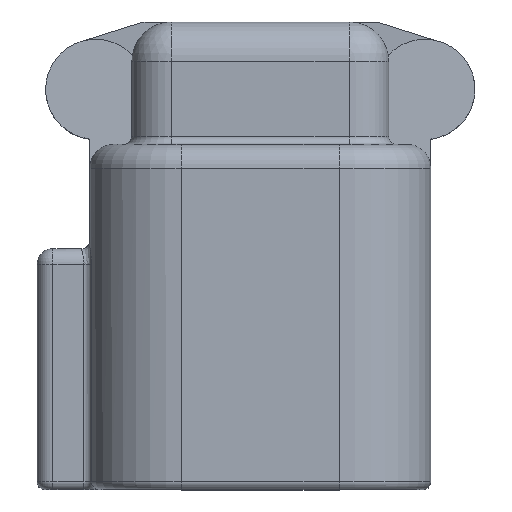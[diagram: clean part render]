
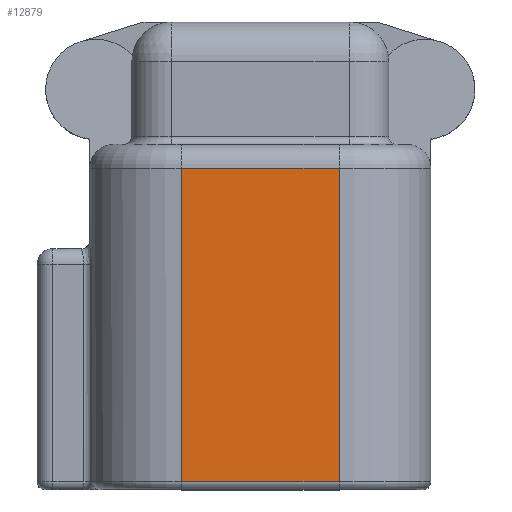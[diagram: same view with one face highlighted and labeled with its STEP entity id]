
A CAD part, top view. The second image highlights one B-rep face of the part: STEP entity #12879.
In plain terms, the highlighted planar face has unit normal (0, 0, 1).
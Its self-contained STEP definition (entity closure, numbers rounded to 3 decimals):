
#6393 = CYLINDRICAL_SURFACE('',#6394,5.8);
#6394 = AXIS2_PLACEMENT_3D('',#6395,#6396,#6397);
#6395 = CARTESIAN_POINT('',(4.995,-3.5,16.55));
#6396 = DIRECTION('',(0.,1.,0.));
#6397 = DIRECTION('',(1.,0.,0.));
#7060 = CYLINDRICAL_SURFACE('',#7061,5.8);
#7061 = AXIS2_PLACEMENT_3D('',#7062,#7063,#7064);
#7062 = CARTESIAN_POINT('',(-4.995,-3.5,16.55));
#7063 = DIRECTION('',(0.,1.,0.));
#7064 = DIRECTION('',(1.,0.,0.));
#8220 = CYLINDRICAL_SURFACE('',#8221,0.5);
#8221 = AXIS2_PLACEMENT_3D('',#8222,#8223,#8224);
#8222 = CARTESIAN_POINT('',(4.995,-24.84,21.85));
#8223 = DIRECTION('',(-1.,0.,0.));
#8224 = DIRECTION('',(0.,-1.,0.));
#9505 = VERTEX_POINT('',#9506);
#9506 = CARTESIAN_POINT('',(4.995,-24.84,22.35));
#9526 = EDGE_CURVE('',#9527,#9505,#9529,.T.);
#9527 = VERTEX_POINT('',#9528);
#9528 = CARTESIAN_POINT('',(4.995,-5.,22.35));
#9529 = SURFACE_CURVE('',#9530,(#9534,#9540),.PCURVE_S1.);
#9530 = LINE('',#9531,#9532);
#9531 = CARTESIAN_POINT('',(4.995,-3.5,22.35));
#9532 = VECTOR('',#9533,1.);
#9533 = DIRECTION('',(0.,-1.,0.));
#9534 = PCURVE('',#6393,#9535);
#9535 = DEFINITIONAL_REPRESENTATION('',(#9536),#9539);
#9536 = B_SPLINE_CURVE_WITH_KNOTS('',1,(#9537,#9538),.UNSPECIFIED.,.F.,
  .F.,(2,2),(1.5,21.34),.PIECEWISE_BEZIER_KNOTS.);
#9537 = CARTESIAN_POINT('',(-1.571,-1.5));
#9538 = CARTESIAN_POINT('',(-1.571,-21.34));
#9539 = ( GEOMETRIC_REPRESENTATION_CONTEXT(2) 
PARAMETRIC_REPRESENTATION_CONTEXT() REPRESENTATION_CONTEXT('2D SPACE',''
  ) );
#9540 = PCURVE('',#9541,#9546);
#9541 = PLANE('',#9542);
#9542 = AXIS2_PLACEMENT_3D('',#9543,#9544,#9545);
#9543 = CARTESIAN_POINT('',(-4.995,-3.5,22.35));
#9544 = DIRECTION('',(0.,0.,1.));
#9545 = DIRECTION('',(1.,0.,0.));
#9546 = DEFINITIONAL_REPRESENTATION('',(#9547),#9551);
#9547 = LINE('',#9548,#9549);
#9548 = CARTESIAN_POINT('',(9.99,0.));
#9549 = VECTOR('',#9550,1.);
#9550 = DIRECTION('',(0.,-1.));
#9551 = ( GEOMETRIC_REPRESENTATION_CONTEXT(2) 
PARAMETRIC_REPRESENTATION_CONTEXT() REPRESENTATION_CONTEXT('2D SPACE',''
  ) );
#9784 = CYLINDRICAL_SURFACE('',#9785,1.5);
#9785 = AXIS2_PLACEMENT_3D('',#9786,#9787,#9788);
#9786 = CARTESIAN_POINT('',(4.995,-5.,20.85));
#9787 = DIRECTION('',(-1.,0.,0.));
#9788 = DIRECTION('',(0.,0.,1.));
#10276 = VERTEX_POINT('',#10277);
#10277 = CARTESIAN_POINT('',(-4.995,-5.,22.35));
#10297 = EDGE_CURVE('',#10276,#10298,#10300,.T.);
#10298 = VERTEX_POINT('',#10299);
#10299 = CARTESIAN_POINT('',(-4.995,-24.84,22.35));
#10300 = SURFACE_CURVE('',#10301,(#10305,#10311),.PCURVE_S1.);
#10301 = LINE('',#10302,#10303);
#10302 = CARTESIAN_POINT('',(-4.995,-3.5,22.35));
#10303 = VECTOR('',#10304,1.);
#10304 = DIRECTION('',(0.,-1.,0.));
#10305 = PCURVE('',#7060,#10306);
#10306 = DEFINITIONAL_REPRESENTATION('',(#10307),#10310);
#10307 = B_SPLINE_CURVE_WITH_KNOTS('',1,(#10308,#10309),.UNSPECIFIED.,
  .F.,.F.,(2,2),(1.5,21.34),.PIECEWISE_BEZIER_KNOTS.);
#10308 = CARTESIAN_POINT('',(-1.571,-1.5));
#10309 = CARTESIAN_POINT('',(-1.571,-21.34));
#10310 = ( GEOMETRIC_REPRESENTATION_CONTEXT(2) 
PARAMETRIC_REPRESENTATION_CONTEXT() REPRESENTATION_CONTEXT('2D SPACE',''
  ) );
#10311 = PCURVE('',#9541,#10312);
#10312 = DEFINITIONAL_REPRESENTATION('',(#10313),#10317);
#10313 = LINE('',#10314,#10315);
#10314 = CARTESIAN_POINT('',(0.,0.));
#10315 = VECTOR('',#10316,1.);
#10316 = DIRECTION('',(0.,-1.));
#10317 = ( GEOMETRIC_REPRESENTATION_CONTEXT(2) 
PARAMETRIC_REPRESENTATION_CONTEXT() REPRESENTATION_CONTEXT('2D SPACE',''
  ) );
#11395 = EDGE_CURVE('',#9505,#10298,#11396,.T.);
#11396 = SURFACE_CURVE('',#11397,(#11401,#11407),.PCURVE_S1.);
#11397 = LINE('',#11398,#11399);
#11398 = CARTESIAN_POINT('',(4.995,-24.84,22.35));
#11399 = VECTOR('',#11400,1.);
#11400 = DIRECTION('',(-1.,0.,0.));
#11401 = PCURVE('',#8220,#11402);
#11402 = DEFINITIONAL_REPRESENTATION('',(#11403),#11406);
#11403 = B_SPLINE_CURVE_WITH_KNOTS('',1,(#11404,#11405),.UNSPECIFIED.,
  .F.,.F.,(2,2),(0.,9.99),.PIECEWISE_BEZIER_KNOTS.);
#11404 = CARTESIAN_POINT('',(1.571,0.));
#11405 = CARTESIAN_POINT('',(1.571,9.99));
#11406 = ( GEOMETRIC_REPRESENTATION_CONTEXT(2) 
PARAMETRIC_REPRESENTATION_CONTEXT() REPRESENTATION_CONTEXT('2D SPACE',''
  ) );
#11407 = PCURVE('',#9541,#11408);
#11408 = DEFINITIONAL_REPRESENTATION('',(#11409),#11413);
#11409 = LINE('',#11410,#11411);
#11410 = CARTESIAN_POINT('',(9.99,-21.34));
#11411 = VECTOR('',#11412,1.);
#11412 = DIRECTION('',(-1.,0.));
#11413 = ( GEOMETRIC_REPRESENTATION_CONTEXT(2) 
PARAMETRIC_REPRESENTATION_CONTEXT() REPRESENTATION_CONTEXT('2D SPACE',''
  ) );
#12879 = ADVANCED_FACE('',(#12880),#9541,.T.);
#12880 = FACE_BOUND('',#12881,.T.);
#12881 = EDGE_LOOP('',(#12882,#12883,#12884,#12885));
#12882 = ORIENTED_EDGE('',*,*,#10297,.T.);
#12883 = ORIENTED_EDGE('',*,*,#11395,.F.);
#12884 = ORIENTED_EDGE('',*,*,#9526,.F.);
#12885 = ORIENTED_EDGE('',*,*,#12886,.T.);
#12886 = EDGE_CURVE('',#9527,#10276,#12887,.T.);
#12887 = SURFACE_CURVE('',#12888,(#12892,#12899),.PCURVE_S1.);
#12888 = LINE('',#12889,#12890);
#12889 = CARTESIAN_POINT('',(4.995,-5.,22.35));
#12890 = VECTOR('',#12891,1.);
#12891 = DIRECTION('',(-1.,0.,0.));
#12892 = PCURVE('',#9541,#12893);
#12893 = DEFINITIONAL_REPRESENTATION('',(#12894),#12898);
#12894 = LINE('',#12895,#12896);
#12895 = CARTESIAN_POINT('',(9.99,-1.5));
#12896 = VECTOR('',#12897,1.);
#12897 = DIRECTION('',(-1.,0.));
#12898 = ( GEOMETRIC_REPRESENTATION_CONTEXT(2) 
PARAMETRIC_REPRESENTATION_CONTEXT() REPRESENTATION_CONTEXT('2D SPACE',''
  ) );
#12899 = PCURVE('',#9784,#12900);
#12900 = DEFINITIONAL_REPRESENTATION('',(#12901),#12904);
#12901 = B_SPLINE_CURVE_WITH_KNOTS('',1,(#12902,#12903),.UNSPECIFIED.,
  .F.,.F.,(2,2),(0.,9.99),.PIECEWISE_BEZIER_KNOTS.);
#12902 = CARTESIAN_POINT('',(0.,0.));
#12903 = CARTESIAN_POINT('',(0.,9.99));
#12904 = ( GEOMETRIC_REPRESENTATION_CONTEXT(2) 
PARAMETRIC_REPRESENTATION_CONTEXT() REPRESENTATION_CONTEXT('2D SPACE',''
  ) );
